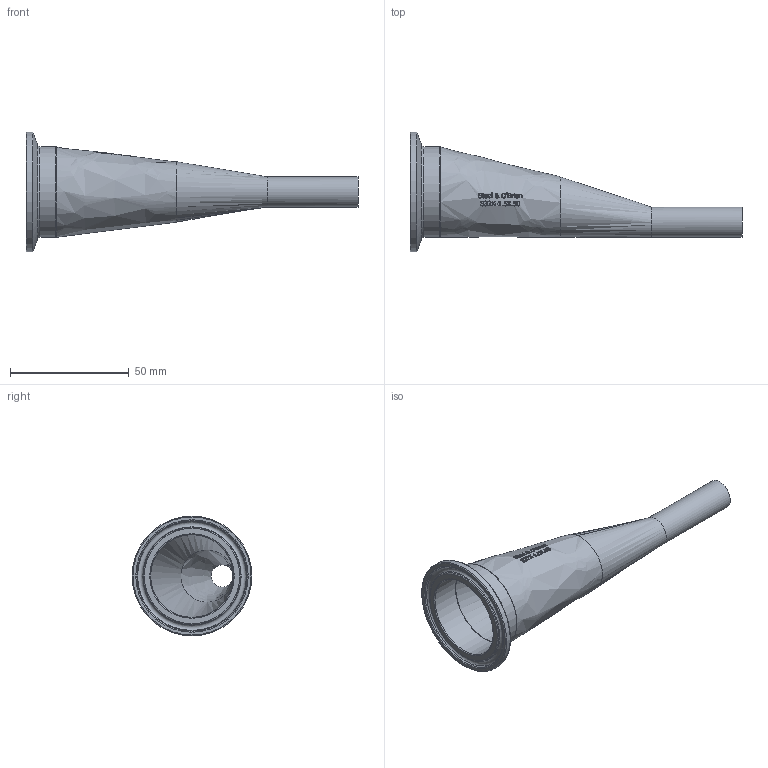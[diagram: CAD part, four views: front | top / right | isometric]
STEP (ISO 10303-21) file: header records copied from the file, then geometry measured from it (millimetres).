
FILE_DESCRIPTION(/* description */ (''),/* implementation_level */ '2;1');
FILE_NAME(/* name */ 'S32K-15X.50.stp',/* time_stamp */ '2018-11-28T10:08:50-05:00',/* author */ ('rick'),/* organization */ (''),/* preprocessor_version */ 'ST-DEVELOPER v15.2',/* originating_system */ 'Autodesk Inventor 2014',/* authorisation */ '');
FILE_SCHEMA (('AUTOMOTIVE_DESIGN { 1 0 10303 214 3 1 1 }'));
Length unit declared in the file: inch
Products named in the file (1): S32K-15X.50
Bounding box: 139.7 x 50.39 x 50.39 mm (x, y, z)
Volume: 18823.2 mm3; surface area: 21583.4 mm2
Topology: 1 solids, 1 shells, 423 faces, 1143 edges, 760 vertices
Faces by surface type: bspline 243, plane 163, torus 9, cylinder 5, cone 3
Full cylindrical faces by diameter (mm): 9.398 x1, 12.7 x1, 34.798 x1, 38.1 x1, 50.394 x1
Entity records: 17308 total; most frequent: CARTESIAN_POINT 8560, ORIENTED_EDGE 2248, EDGE_CURVE 1124, DIRECTION 981, VERTEX_POINT 758, B_SPLINE_CURVE_WITH_KNOTS 570, EDGE_LOOP 480, ADVANCED_FACE 423
